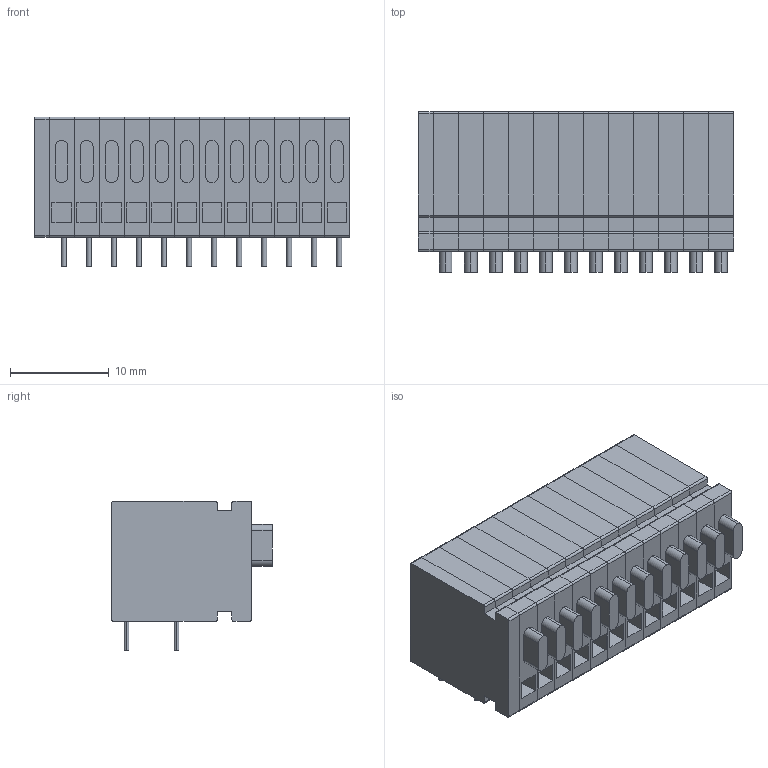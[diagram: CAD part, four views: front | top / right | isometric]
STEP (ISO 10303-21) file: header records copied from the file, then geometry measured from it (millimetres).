
FILE_DESCRIPTION (( 'STEP AP214' ), '1' );
FILE_NAME ('KF143R-12P.STEP', '2016-09-06T05:55:11', ( '' ), ( '' ), 'SwSTEP 2.0', 'SolidWorks 2016', '' );
FILE_SCHEMA (( 'AUTOMOTIVE_DESIGN' ));
Length unit declared in the file: millimetre
Products named in the file (3): part2; KF143R-12P; part1
Assembly tree (13 placements, depth 2):
  KF143R-12P
    part1  x12
    part2
Bounding box: 31.98 x 16.3 x 15.2 mm (x, y, z)
Volume: 5344.2 mm3; surface area: 7063.8 mm2
Topology: 13 solids, 13 shells, 490 faces, 1248 edges, 832 vertices
Faces by surface type: plane 302, cylinder 188
Entity records: 2451 total; most frequent: DIRECTION 359, CARTESIAN_POINT 342, ORIENTED_EDGE 318, EDGE_CURVE 159, AXIS2_PLACEMENT_3D 123, VECTOR 113, LINE 113, VERTEX_POINT 106
